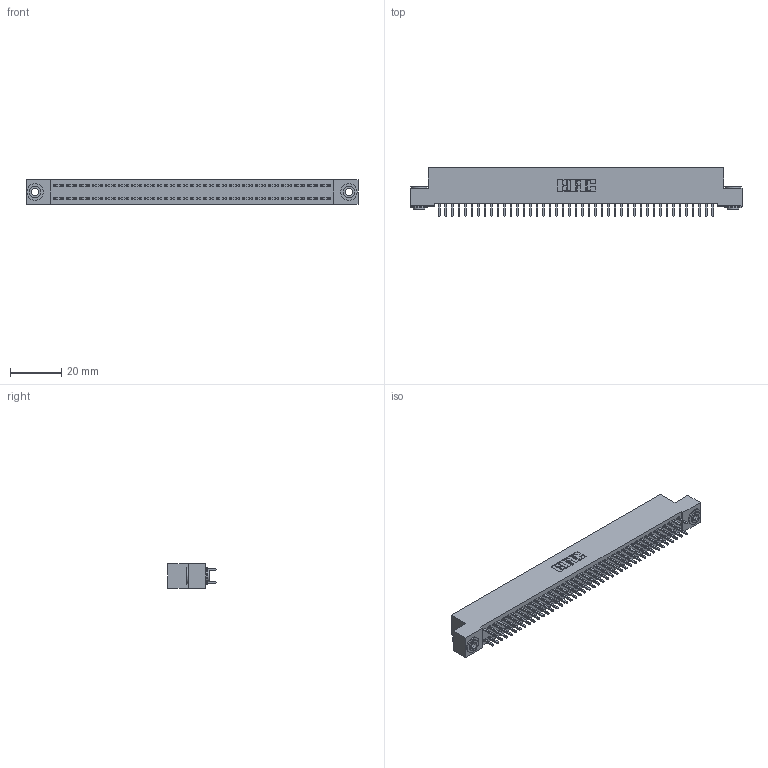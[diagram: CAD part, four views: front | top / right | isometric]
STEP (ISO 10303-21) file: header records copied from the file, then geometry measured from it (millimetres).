
FILE_DESCRIPTION (( 'STEP AP203' ), '1' );
FILE_NAME ('342-086-521-203.STEP', '2018-08-13T18:50:48', ( '' ), ( '' ), 'SwSTEP 2.0', 'SolidWorks 2016', '' );
FILE_SCHEMA (( 'CONFIG_CONTROL_DESIGN' ));
Length unit declared in the file: inch
Products named in the file (4): 342 Part_.156 TH; 345-292-001_345-293-121; 342-250-002_345-250-002-102; 342-086-521-203
Assembly tree (89 placements, depth 2):
  342-086-521-203
    342 Part_.156 TH
    345-292-001_345-293-121  x86
    342-250-002_345-250-002-102  x2
Bounding box: 129.54 x 19.06 x 9.4 mm (x, y, z)
Volume: 11631.6 mm3; surface area: 18934.4 mm2
Topology: 89 solids, 89 shells, 4620 faces, 13705 edges, 9018 vertices
Faces by surface type: plane 3172, cylinder 1440, cone 8
Entity records: 28070 total; most frequent: CARTESIAN_POINT 4625, ORIENTED_EDGE 4554, DIRECTION 3983, EDGE_CURVE 2277, LINE 2125, VECTOR 2125, VERTEX_POINT 1514, AXIS2_PLACEMENT_3D 929
